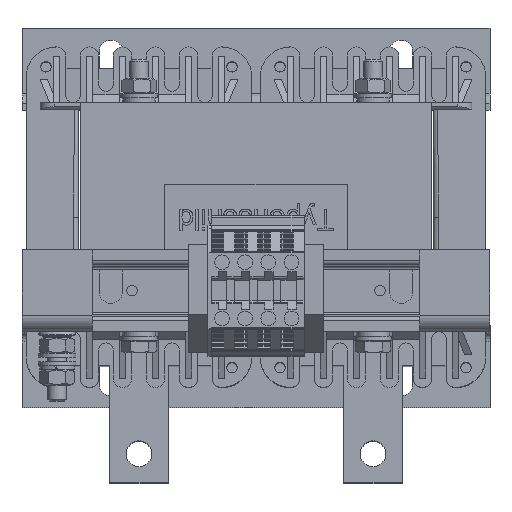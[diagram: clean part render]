
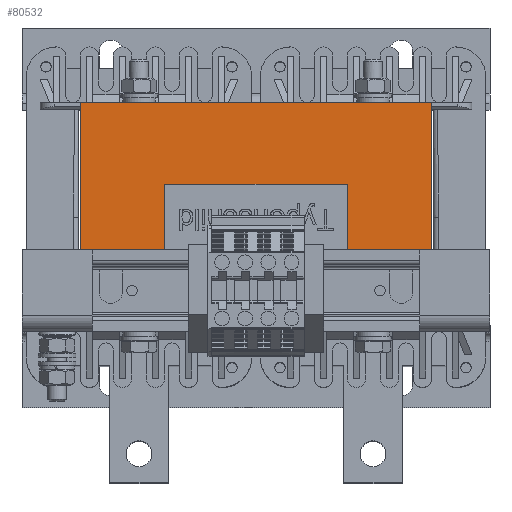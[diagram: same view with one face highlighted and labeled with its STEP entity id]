
A CAD part, top view. The second image highlights one B-rep face of the part: STEP entity #80532.
In plain terms, the highlighted planar face has unit normal (0, 0, 1).
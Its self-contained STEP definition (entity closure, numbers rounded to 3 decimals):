
#501=FACE_BOUND('',#9967,.T.);
#2222=PLANE('',#84748);
#5757=FACE_OUTER_BOUND('',#9966,.T.);
#9966=EDGE_LOOP('',(#54053,#54054,#54055,#54056));
#9967=EDGE_LOOP('',(#54057,#54058,#54059,#54060));
#15992=LINE('',#111109,#24546);
#15995=LINE('',#111115,#24549);
#15998=LINE('',#111121,#24552);
#16001=LINE('',#111125,#24555);
#16269=LINE('',#113138,#24823);
#16270=LINE('',#113140,#24824);
#16271=LINE('',#113142,#24825);
#16272=LINE('',#113143,#24826);
#24546=VECTOR('',#90687,10.);
#24549=VECTOR('',#90692,10.);
#24552=VECTOR('',#90697,10.);
#24555=VECTOR('',#90702,10.);
#24823=VECTOR('',#91212,10.);
#24824=VECTOR('',#91213,10.);
#24825=VECTOR('',#91214,10.);
#24826=VECTOR('',#91215,10.);
#33146=VERTEX_POINT('',#111106);
#33147=VERTEX_POINT('',#111108);
#33149=VERTEX_POINT('',#111114);
#33151=VERTEX_POINT('',#111120);
#33448=VERTEX_POINT('',#113136);
#33449=VERTEX_POINT('',#113137);
#33450=VERTEX_POINT('',#113139);
#33451=VERTEX_POINT('',#113141);
#41071=EDGE_CURVE('',#33146,#33147,#15992,.T.);
#41074=EDGE_CURVE('',#33147,#33149,#15995,.T.);
#41077=EDGE_CURVE('',#33149,#33151,#15998,.T.);
#41080=EDGE_CURVE('',#33151,#33146,#16001,.T.);
#41524=EDGE_CURVE('',#33448,#33449,#16269,.T.);
#41525=EDGE_CURVE('',#33449,#33450,#16270,.T.);
#41526=EDGE_CURVE('',#33450,#33451,#16271,.T.);
#41527=EDGE_CURVE('',#33448,#33451,#16272,.T.);
#54053=ORIENTED_EDGE('',*,*,#41524,.T.);
#54054=ORIENTED_EDGE('',*,*,#41525,.T.);
#54055=ORIENTED_EDGE('',*,*,#41526,.T.);
#54056=ORIENTED_EDGE('',*,*,#41527,.F.);
#54057=ORIENTED_EDGE('',*,*,#41080,.F.);
#54058=ORIENTED_EDGE('',*,*,#41077,.F.);
#54059=ORIENTED_EDGE('',*,*,#41074,.F.);
#54060=ORIENTED_EDGE('',*,*,#41071,.F.);
#80532=ADVANCED_FACE('',(#5757,#501),#2222,.T.);
#84748=AXIS2_PLACEMENT_3D('',#113135,#91210,#91211);
#90687=DIRECTION('',(-1.,0.,0.));
#90692=DIRECTION('',(0.,-1.,0.));
#90697=DIRECTION('',(1.,0.,0.));
#90702=DIRECTION('',(0.,1.,0.));
#91210=DIRECTION('center_axis',(0.,0.,
1.));
#91211=DIRECTION('ref_axis',(0.,-1.,0.));
#91212=DIRECTION('',(0.,1.,0.));
#91213=DIRECTION('',(-1.,0.,0.));
#91214=DIRECTION('',(0.,-1.,0.));
#91215=DIRECTION('',(-1.,0.,0.));
#111106=CARTESIAN_POINT('',(39.,14.,125.));
#111108=CARTESIAN_POINT('',(-39.,14.,125.));
#111109=CARTESIAN_POINT('',(39.,14.,125.));
#111114=CARTESIAN_POINT('',(-39.,-14.,125.));
#111115=CARTESIAN_POINT('',(-39.,14.,125.));
#111120=CARTESIAN_POINT('',(39.,-14.,125.));
#111121=CARTESIAN_POINT('',(-39.,-14.,125.));
#111125=CARTESIAN_POINT('',(39.,-14.,125.));
#113135=CARTESIAN_POINT('Origin',(-75.,47.5,125.));
#113136=CARTESIAN_POINT('',(75.,-46.,125.));
#113137=CARTESIAN_POINT('',(75.,49.,125.));
#113138=CARTESIAN_POINT('',(75.,47.5,125.));
#113139=CARTESIAN_POINT('',(-75.,49.,125.));
#113140=CARTESIAN_POINT('',(-75.,49.,125.));
#113141=CARTESIAN_POINT('',(-75.,-46.,125.));
#113142=CARTESIAN_POINT('',(-75.,47.5,125.));
#113143=CARTESIAN_POINT('',(-37.5,-46.,125.));
